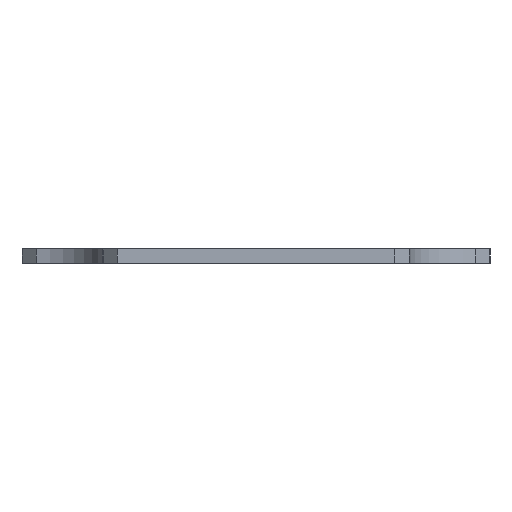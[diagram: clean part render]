
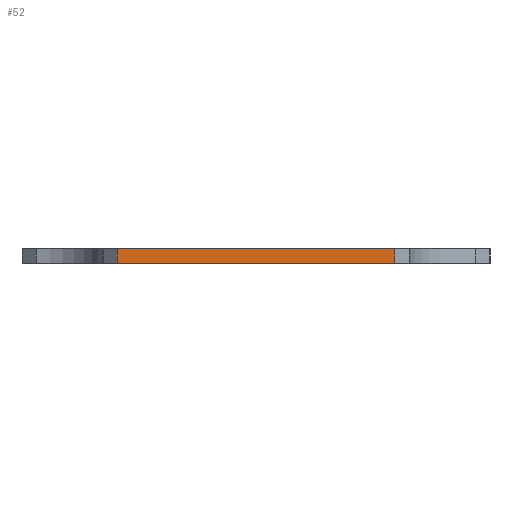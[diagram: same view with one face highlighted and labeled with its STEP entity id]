
A CAD part, left-side view. The second image highlights one B-rep face of the part: STEP entity #52.
In plain terms, the highlighted planar face has unit normal (-1, 0, 0).
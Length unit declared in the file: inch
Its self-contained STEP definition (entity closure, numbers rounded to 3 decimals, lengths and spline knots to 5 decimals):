
#12 = FACE_OUTER_BOUND ( 'NONE', #443, .T. ) ;
#34 = LINE ( 'NONE', #314, #220 ) ;
#52 = ADVANCED_FACE ( 'NONE', ( #12 ), #741, .T. ) ;
#68 = EDGE_CURVE ( 'NONE', #570, #386, #153, .T. ) ;
#93 = AXIS2_PLACEMENT_3D ( 'NONE', #450, #409, #267 ) ;
#114 = ORIENTED_EDGE ( 'NONE', *, *, #68, .T. ) ;
#125 = CARTESIAN_POINT ( 'NONE',  ( -2.12598, -0.60679, 0.064 ) ) ;
#134 = LINE ( 'NONE', #125, #142 ) ;
#137 = EDGE_CURVE ( 'NONE', #386, #180, #134, .T. ) ;
#142 = VECTOR ( 'NONE', #542, 39.37008 ) ;
#153 = LINE ( 'NONE', #832, #216 ) ;
#180 = VERTEX_POINT ( 'NONE', #569 ) ;
#216 = VECTOR ( 'NONE', #757, 39.37008 ) ;
#220 = VECTOR ( 'NONE', #444, 39.37008 ) ;
#232 = CARTESIAN_POINT ( 'NONE',  ( -2.12598, 0.60679, 0. ) ) ;
#239 = LINE ( 'NONE', #232, #437 ) ;
#267 = DIRECTION ( 'NONE',  ( 0., 0., 1. ) ) ;
#314 = CARTESIAN_POINT ( 'NONE',  ( -2.12598, -1.02362, 0.064 ) ) ;
#320 = ORIENTED_EDGE ( 'NONE', *, *, #137, .T. ) ;
#386 = VERTEX_POINT ( 'NONE', #667 ) ;
#409 = DIRECTION ( 'NONE',  ( -1., 0., 0. ) ) ;
#437 = VECTOR ( 'NONE', #712, 39.37008 ) ;
#443 = EDGE_LOOP ( 'NONE', ( #810, #114, #320, #827 ) ) ;
#444 = DIRECTION ( 'NONE',  ( 0., 1., 0. ) ) ;
#450 = CARTESIAN_POINT ( 'NONE',  ( -2.12598, -1.02362, 0. ) ) ;
#479 = CARTESIAN_POINT ( 'NONE',  ( -2.12598, 0.60679, 0.064 ) ) ;
#542 = DIRECTION ( 'NONE',  ( 0., 0., 1. ) ) ;
#563 = EDGE_CURVE ( 'NONE', #180, #668, #34, .T. ) ;
#569 = CARTESIAN_POINT ( 'NONE',  ( -2.12598, -0.60679, 0.064 ) ) ;
#570 = VERTEX_POINT ( 'NONE', #654 ) ;
#654 = CARTESIAN_POINT ( 'NONE',  ( -2.12598, 0.60679, 0. ) ) ;
#667 = CARTESIAN_POINT ( 'NONE',  ( -2.12598, -0.60679, 0. ) ) ;
#668 = VERTEX_POINT ( 'NONE', #479 ) ;
#712 = DIRECTION ( 'NONE',  ( 0., 0., -1. ) ) ;
#741 = PLANE ( 'NONE',  #93 ) ;
#757 = DIRECTION ( 'NONE',  ( 0., -1., 0. ) ) ;
#810 = ORIENTED_EDGE ( 'NONE', *, *, #820, .T. ) ;
#820 = EDGE_CURVE ( 'NONE', #668, #570, #239, .T. ) ;
#827 = ORIENTED_EDGE ( 'NONE', *, *, #563, .T. ) ;
#832 = CARTESIAN_POINT ( 'NONE',  ( -2.12598, 0., 0. ) ) ;
